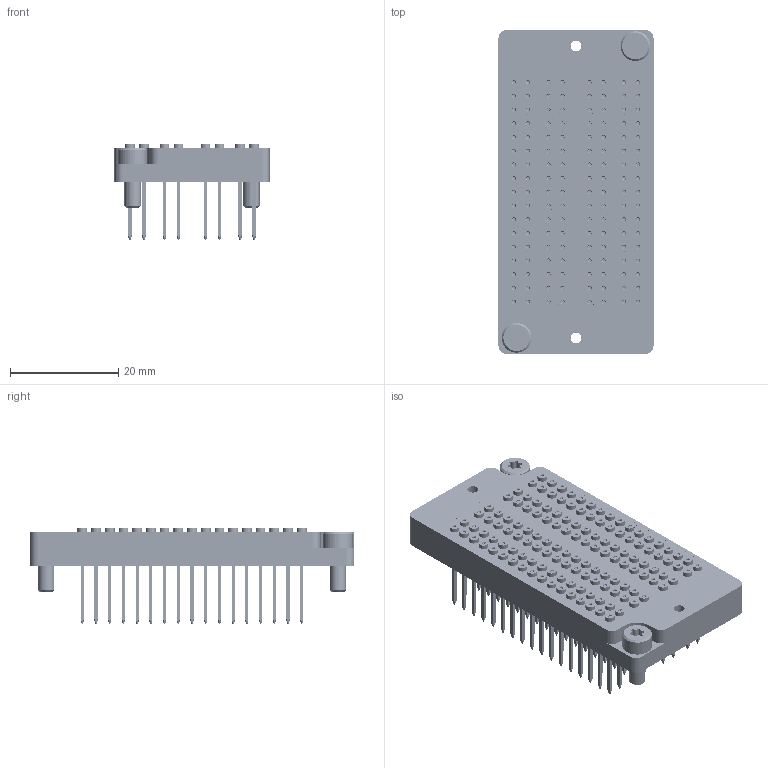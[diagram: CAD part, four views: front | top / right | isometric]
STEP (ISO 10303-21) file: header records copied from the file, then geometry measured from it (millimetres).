
FILE_DESCRIPTION (( 'STEP AP214' ), '1' );
FILE_NAME ('INGUN_33665.STEP', '2023-01-13T09:48:26', ( '' ), ( '' ), 'SwSTEP 2.0', 'SolidWorks 2021', '' );
FILE_SCHEMA (( 'AUTOMOTIVE_DESIGN' ));
Length unit declared in the file: millimetre
Products named in the file (6): INFO_4619~0_S; 33664~4_S; DIN912~n_M03,0x008; INGUN_33665; KT-Master__ADA~kt_KT-158 06
Assembly tree (141 placements, depth 3):
  INGUN_33665
    33664~4_S
      33664~4_S
      INFO_4619~0_S
    KT-Master__ADA~kt_KT-158 06  x136
    DIN912~n_M03,0x008  x2
Bounding box: 28.7 x 60 x 17.8 mm (x, y, z)
Volume: 11143.8 mm3; surface area: 16796.8 mm2
Topology: 308 solids, 308 shells, 5668 faces, 12688 edges, 7776 vertices
Faces by surface type: cylinder 1964, plane 1649, cone 1640, torus 272, bspline 143
Entity records: 39476 total; most frequent: CARTESIAN_POINT 13687, ORIENTED_EDGE 4170, DIRECTION 4007, EDGE_CURVE 2085, AXIS2_PLACEMENT_3D 1441, VERTEX_POINT 1385, LINE 1125, VECTOR 1125
